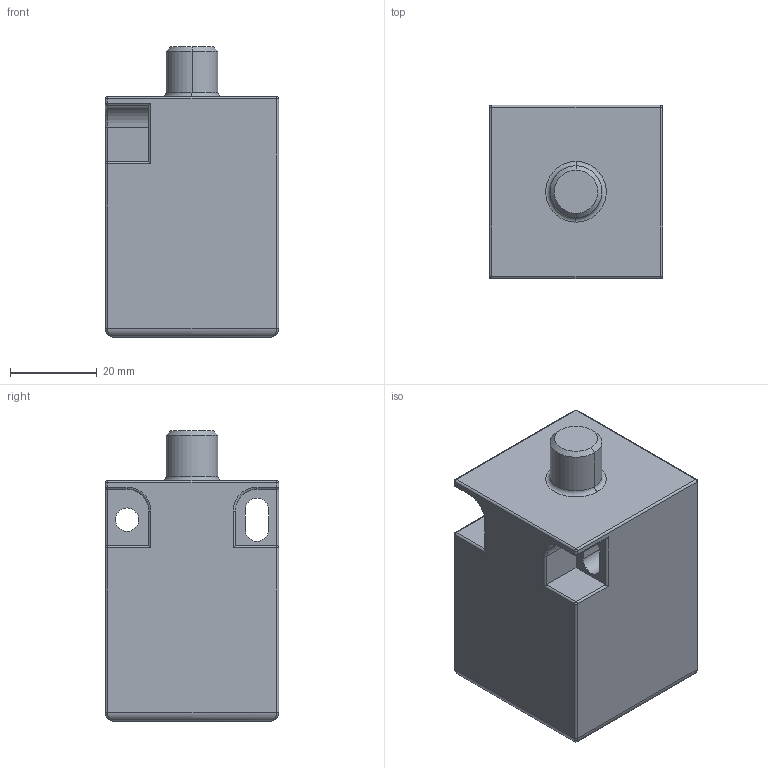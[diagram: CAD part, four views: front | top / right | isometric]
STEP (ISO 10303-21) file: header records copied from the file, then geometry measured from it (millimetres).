
FILE_DESCRIPTION((''),'2;1');
FILE_NAME('OBS6000_F403592A','2006-10-19T',('Pepperl+Fuchs'),('Industriehansa'),'PRO/ENGINEER BY PARAMETRIC TECHNOLOGY CORPORATION, 2005290','PRO/ENGINEER BY PARAMETRIC TECHNOLOGY CORPORATION, 2005290','');
FILE_SCHEMA(('AUTOMOTIVE_DESIGN_CC2 { 1 2 10303 214 -1 1 5 2 }'));
Length unit declared in the file: millimetre
Products named in the file (1): OBS6000_F403592A
Bounding box: 40 x 40 x 67 mm (x, y, z)
Volume: 85319.2 mm3; surface area: 13741.1 mm2
Topology: 1 solids, 1 shells, 69 faces, 164 edges, 109 vertices
Faces by surface type: cylinder 34, plane 17, sphere 8, bspline 4, torus 4, cone 2
Entity records: 2881 total; most frequent: CARTESIAN_POINT 609, DIRECTION 338, ORIENTED_EDGE 296, PRESENTATION_STYLE_ASSIGNMENT 185, STYLED_ITEM 178, CURVE_STYLE 168, EDGE_CURVE 148, AXIS2_PLACEMENT_3D 122
